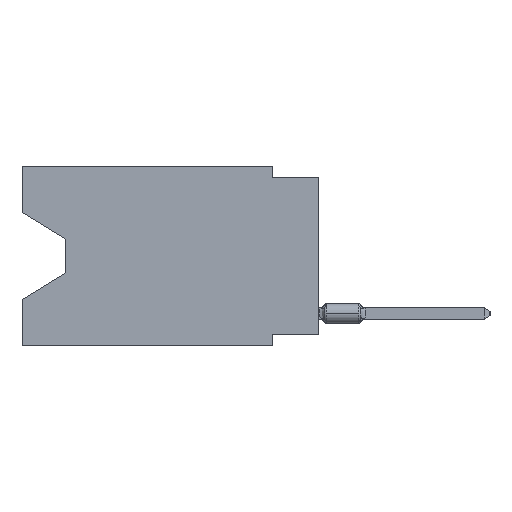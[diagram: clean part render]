
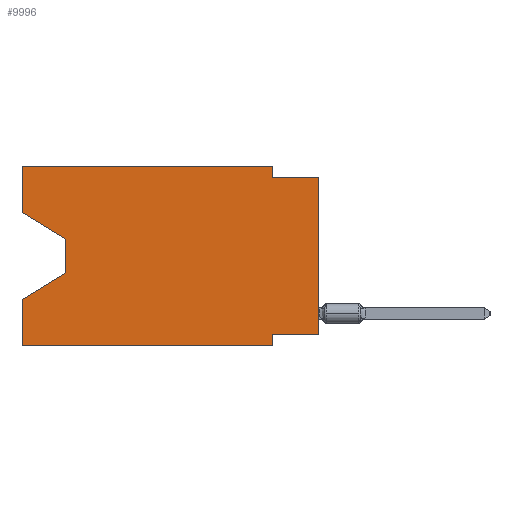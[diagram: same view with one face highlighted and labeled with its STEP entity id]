
A CAD part, left-side view. The second image highlights one B-rep face of the part: STEP entity #9996.
In plain terms, the highlighted planar face has unit normal (-1, 0, 0).
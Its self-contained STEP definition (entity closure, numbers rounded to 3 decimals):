
#595 = CARTESIAN_POINT ( 'NONE',  ( 0., 0., -0.635 ) ) ;
#1342 = DIRECTION ( 'NONE',  ( 0., 0., 1. ) ) ;
#1881 = CARTESIAN_POINT ( 'NONE',  ( 0., 16.383, -9.906 ) ) ;
#2410 = LINE ( 'NONE', #26747, #26050 ) ;
#2495 = ORIENTED_EDGE ( 'NONE', *, *, #19647, .F. ) ;
#3734 = VECTOR ( 'NONE', #12568, 1000. ) ;
#4217 = FACE_OUTER_BOUND ( 'NONE', #20225, .T. ) ;
#4437 = CARTESIAN_POINT ( 'NONE',  ( 0., 2.54, -9.906 ) ) ;
#4855 = LINE ( 'NONE', #28805, #26846 ) ;
#5958 = ORIENTED_EDGE ( 'NONE', *, *, #15334, .F. ) ;
#6205 = LINE ( 'NONE', #33298, #33054 ) ;
#6535 = CARTESIAN_POINT ( 'NONE',  ( 0., 16.383, 0. ) ) ;
#7059 = ORIENTED_EDGE ( 'NONE', *, *, #13028, .F. ) ;
#7401 = LINE ( 'NONE', #24877, #29291 ) ;
#9129 = VERTEX_POINT ( 'NONE', #36430 ) ;
#9477 = LINE ( 'NONE', #6535, #9617 ) ;
#9617 = VECTOR ( 'NONE', #24190, 1000. ) ;
#9996 = ADVANCED_FACE ( 'NONE', ( #4217 ), #24623, .F. ) ;
#11527 = CARTESIAN_POINT ( 'NONE',  ( 0., 2.54, -9.271 ) ) ;
#11712 = VECTOR ( 'NONE', #20591, 1000. ) ;
#11935 = VECTOR ( 'NONE', #19378, 1000. ) ;
#12255 = VERTEX_POINT ( 'NONE', #26905 ) ;
#12568 = DIRECTION ( 'NONE',  ( 0., -1., 0. ) ) ;
#13028 = EDGE_CURVE ( 'NONE', #9129, #36280, #9477, .T. ) ;
#13859 = DIRECTION ( 'NONE',  ( 0., -0.855, -0.519 ) ) ;
#13898 = EDGE_CURVE ( 'NONE', #21594, #27276, #29225, .T. ) ;
#14103 = EDGE_CURVE ( 'NONE', #24925, #31166, #22884, .T. ) ;
#14137 = EDGE_CURVE ( 'NONE', #32366, #31166, #37424, .T. ) ;
#15201 = VERTEX_POINT ( 'NONE', #21366 ) ;
#15334 = EDGE_CURVE ( 'NONE', #32366, #38544, #28405, .T. ) ;
#16178 = VECTOR ( 'NONE', #28795, 1000. ) ;
#16409 = VECTOR ( 'NONE', #26257, 1000. ) ;
#17076 = ORIENTED_EDGE ( 'NONE', *, *, #18122, .T. ) ;
#17958 = ORIENTED_EDGE ( 'NONE', *, *, #29175, .T. ) ;
#18122 = EDGE_CURVE ( 'NONE', #12255, #36508, #34518, .T. ) ;
#19027 = ORIENTED_EDGE ( 'NONE', *, *, #30292, .F. ) ;
#19177 = DIRECTION ( 'NONE',  ( 0., -1., 0. ) ) ;
#19351 = EDGE_CURVE ( 'NONE', #27276, #38544, #32163, .T. ) ;
#19378 = DIRECTION ( 'NONE',  ( 0., 0., 1. ) ) ;
#19647 = EDGE_CURVE ( 'NONE', #20195, #9129, #7401, .T. ) ;
#19699 = CARTESIAN_POINT ( 'NONE',  ( 0., 16.383, -2.546 ) ) ;
#19938 = CARTESIAN_POINT ( 'NONE',  ( 0., 16.383, -7.36 ) ) ;
#20190 = CARTESIAN_POINT ( 'NONE',  ( 0., 13.97, -5.893 ) ) ;
#20195 = VERTEX_POINT ( 'NONE', #19699 ) ;
#20225 = EDGE_LOOP ( 'NONE', ( #17958, #37608, #28327, #5958, #21347, #27713, #34099, #17076, #19027, #35266, #7059, #2495 ) ) ;
#20591 = DIRECTION ( 'NONE',  ( 0., 0.855, -0.519 ) ) ;
#21347 = ORIENTED_EDGE ( 'NONE', *, *, #14137, .T. ) ;
#21366 = CARTESIAN_POINT ( 'NONE',  ( 0., 2.54, -0.635 ) ) ;
#21594 = VERTEX_POINT ( 'NONE', #31907 ) ;
#21665 = VECTOR ( 'NONE', #1342, 1000. ) ;
#22274 = DIRECTION ( 'NONE',  ( 1., 0., 0. ) ) ;
#22884 = LINE ( 'NONE', #4437, #16178 ) ;
#23139 = CARTESIAN_POINT ( 'NONE',  ( 0., 13.97, -5.893 ) ) ;
#24190 = DIRECTION ( 'NONE',  ( 0., -1., 0. ) ) ;
#24215 = EDGE_CURVE ( 'NONE', #12255, #24925, #2410, .T. ) ;
#24579 = CARTESIAN_POINT ( 'NONE',  ( 0., 2.54, -9.906 ) ) ;
#24623 = PLANE ( 'NONE',  #30980 ) ;
#24877 = CARTESIAN_POINT ( 'NONE',  ( 0., 16.383, 0. ) ) ;
#24925 = VERTEX_POINT ( 'NONE', #11527 ) ;
#25219 = CARTESIAN_POINT ( 'NONE',  ( 0., 16.383, -9.906 ) ) ;
#25874 = CARTESIAN_POINT ( 'NONE',  ( 0., 2.54, 0. ) ) ;
#26050 = VECTOR ( 'NONE', #38150, 1000. ) ;
#26257 = DIRECTION ( 'NONE',  ( 0., 0., -1. ) ) ;
#26444 = CARTESIAN_POINT ( 'NONE',  ( 0., 13.97, -4.013 ) ) ;
#26747 = CARTESIAN_POINT ( 'NONE',  ( 0., 0., -9.271 ) ) ;
#26846 = VECTOR ( 'NONE', #13859, 1000. ) ;
#26905 = CARTESIAN_POINT ( 'NONE',  ( 0., 0., -9.271 ) ) ;
#27276 = VERTEX_POINT ( 'NONE', #23139 ) ;
#27504 = LINE ( 'NONE', #595, #3734 ) ;
#27713 = ORIENTED_EDGE ( 'NONE', *, *, #14103, .F. ) ;
#27864 = EDGE_CURVE ( 'NONE', #36280, #15201, #6205, .T. ) ;
#28327 = ORIENTED_EDGE ( 'NONE', *, *, #19351, .T. ) ;
#28405 = LINE ( 'NONE', #34488, #11935 ) ;
#28641 = CARTESIAN_POINT ( 'NONE',  ( 0., 0., 0. ) ) ;
#28795 = DIRECTION ( 'NONE',  ( 0., 0., -1. ) ) ;
#28805 = CARTESIAN_POINT ( 'NONE',  ( 0., 16.383, -2.546 ) ) ;
#29175 = EDGE_CURVE ( 'NONE', #20195, #21594, #4855, .T. ) ;
#29225 = LINE ( 'NONE', #26444, #16409 ) ;
#29291 = VECTOR ( 'NONE', #33908, 1000. ) ;
#30152 = DIRECTION ( 'NONE',  ( 0., 0., -1. ) ) ;
#30292 = EDGE_CURVE ( 'NONE', #15201, #36508, #27504, .T. ) ;
#30731 = DIRECTION ( 'NONE',  ( 0., 0., -1. ) ) ;
#30980 = AXIS2_PLACEMENT_3D ( 'NONE', #36609, #22274, #30731 ) ;
#31166 = VERTEX_POINT ( 'NONE', #24579 ) ;
#31907 = CARTESIAN_POINT ( 'NONE',  ( 0., 13.97, -4.013 ) ) ;
#32163 = LINE ( 'NONE', #20190, #11712 ) ;
#32366 = VERTEX_POINT ( 'NONE', #25219 ) ;
#33054 = VECTOR ( 'NONE', #30152, 1000. ) ;
#33298 = CARTESIAN_POINT ( 'NONE',  ( 0., 2.54, 0. ) ) ;
#33908 = DIRECTION ( 'NONE',  ( 0., 0., 1. ) ) ;
#34099 = ORIENTED_EDGE ( 'NONE', *, *, #24215, .F. ) ;
#34488 = CARTESIAN_POINT ( 'NONE',  ( 0., 16.383, 0. ) ) ;
#34518 = LINE ( 'NONE', #28641, #21665 ) ;
#35266 = ORIENTED_EDGE ( 'NONE', *, *, #27864, .F. ) ;
#36280 = VERTEX_POINT ( 'NONE', #25874 ) ;
#36430 = CARTESIAN_POINT ( 'NONE',  ( 0., 16.383, 0. ) ) ;
#36508 = VERTEX_POINT ( 'NONE', #37428 ) ;
#36609 = CARTESIAN_POINT ( 'NONE',  ( 0., 16.383, 0. ) ) ;
#37424 = LINE ( 'NONE', #1881, #37496 ) ;
#37428 = CARTESIAN_POINT ( 'NONE',  ( 0., 0., -0.635 ) ) ;
#37496 = VECTOR ( 'NONE', #19177, 1000. ) ;
#37608 = ORIENTED_EDGE ( 'NONE', *, *, #13898, .T. ) ;
#38150 = DIRECTION ( 'NONE',  ( 0., 1., 0. ) ) ;
#38544 = VERTEX_POINT ( 'NONE', #19938 ) ;
